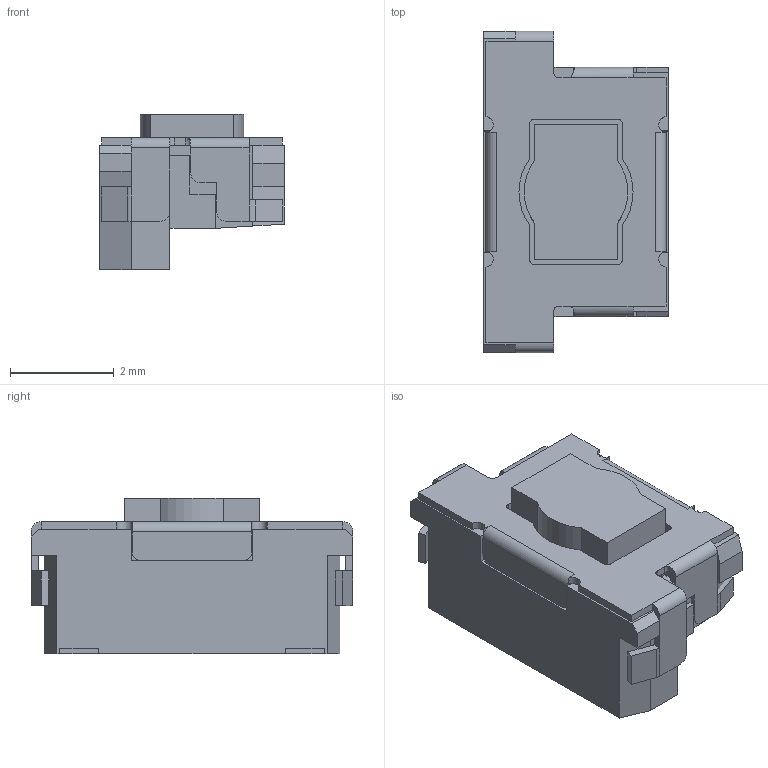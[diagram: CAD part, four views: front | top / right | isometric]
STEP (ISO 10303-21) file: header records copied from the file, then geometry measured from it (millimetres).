
FILE_DESCRIPTION(/* description */ ('Unknown'),/* implementation_level */ '2;1');
FILE_NAME(/* name */ '434381035816',/* time_stamp */ '2019-07-08T15:07:45+02:00',/* author */ ('Unknown'),/* organization */ ('Unknown'),/* preprocessor_version */ 'ST-DEVELOPER v16.7',/* originating_system */ 'DEX',/* authorisation */ $);
FILE_SCHEMA (('AUTOMOTIVE_DESIGN {1 0 10303 214 3 1 1}'));
Length unit declared in the file: millimetre
Products named in the file (6): 434381035816; frame; stem; cover; pin1; pin1_mir
Assembly tree (5 placements, depth 2):
  434381035816
    frame
    stem
    cover
    pin1
    pin1_mir
Bounding box: 3.55 x 6.2 x 3 mm (x, y, z)
Volume: 36.5 mm3; surface area: 167.3 mm2
Topology: 5 solids, 5 shells, 232 faces, 627 edges, 406 vertices
Faces by surface type: plane 182, cylinder 48, bspline 2
Entity records: 7418 total; most frequent: CARTESIAN_POINT 1364, ORIENTED_EDGE 1254, DIRECTION 1191, EDGE_CURVE 627, LINE 527, VECTOR 527, VERTEX_POINT 406, AXIS2_PLACEMENT_3D 332
